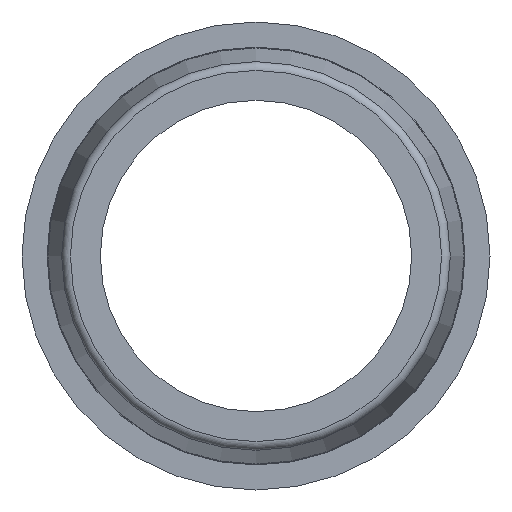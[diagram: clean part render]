
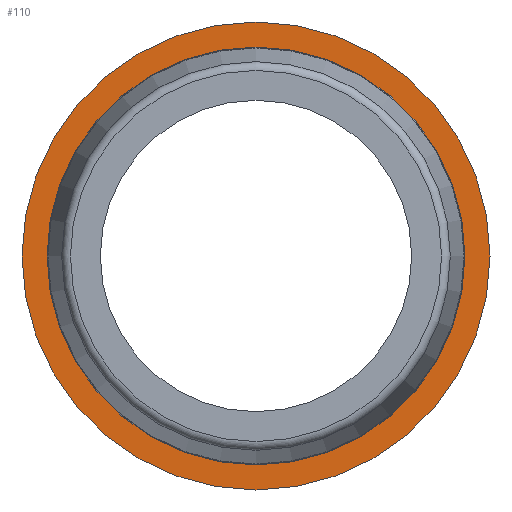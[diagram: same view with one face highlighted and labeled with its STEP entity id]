
A CAD part, front view. The second image highlights one B-rep face of the part: STEP entity #110.
In plain terms, the highlighted planar face has unit normal (0, -1, 0).
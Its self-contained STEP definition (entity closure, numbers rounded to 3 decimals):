
#53=PLANE('',#607);
#110=ADVANCED_FACE('',(#202,#203),#53,.T.);
#202=FACE_BOUND('',#290,.T.);
#203=FACE_BOUND('',#291,.T.);
#290=EDGE_LOOP('',(#378));
#291=EDGE_LOOP('',(#379));
#378=ORIENTED_EDGE('',*,*,#470,.T.);
#379=ORIENTED_EDGE('',*,*,#454,.T.);
#410=VERTEX_POINT('',#836);
#426=VERTEX_POINT('',#876);
#454=EDGE_CURVE('',#410,#410,#498,.T.);
#470=EDGE_CURVE('',#426,#426,#514,.T.);
#498=CIRCLE('',#552,21.5);
#514=CIRCLE('',#576,19.2);
#552=AXIS2_PLACEMENT_3D('',#835,#667,#668);
#576=AXIS2_PLACEMENT_3D('',#875,#715,#716);
#607=AXIS2_PLACEMENT_3D('',#918,#777,#778);
#667=DIRECTION('',(0.,-1.,0.));
#668=DIRECTION('',(0.,0.,1.));
#715=DIRECTION('',(0.,1.,0.));
#716=DIRECTION('',(0.,0.,1.));
#777=DIRECTION('',(0.,-1.,0.));
#778=DIRECTION('',(1.,0.,0.));
#835=CARTESIAN_POINT('',(-39.604,-4.5,0.));
#836=CARTESIAN_POINT('',(-39.604,-4.5,21.5));
#875=CARTESIAN_POINT('',(-39.604,-4.5,0.));
#876=CARTESIAN_POINT('',(-58.804,-4.5,0.));
#918=CARTESIAN_POINT('',(-39.604,-4.5,0.));
